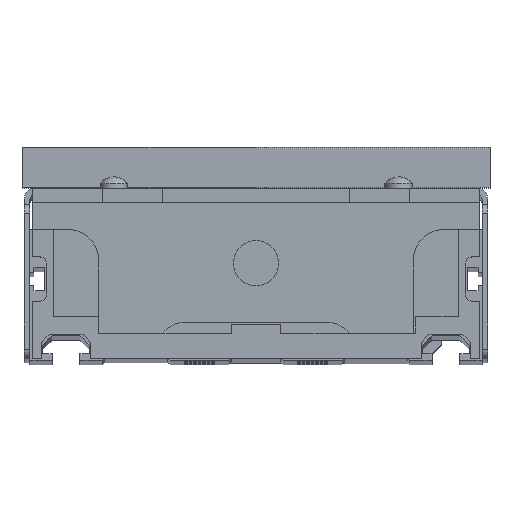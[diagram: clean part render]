
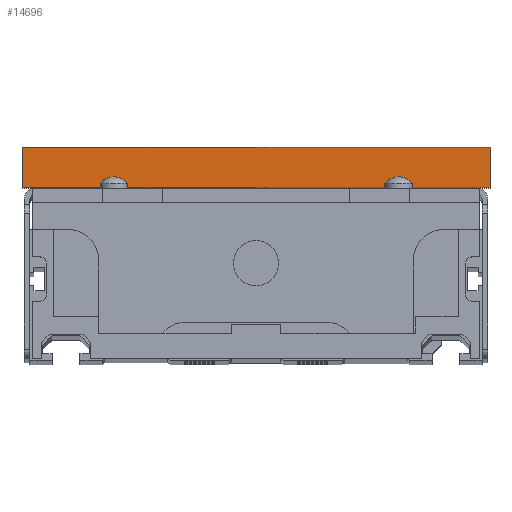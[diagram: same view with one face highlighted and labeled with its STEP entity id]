
A CAD part, top view. The second image highlights one B-rep face of the part: STEP entity #14696.
In plain terms, the highlighted planar face has unit normal (0, 0, 1).
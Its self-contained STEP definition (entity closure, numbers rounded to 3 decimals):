
#500 = VECTOR ( 'NONE', #17640, 1000. ) ;
#1275 = CARTESIAN_POINT ( 'NONE',  ( -51.75, 26.5, 90. ) ) ;
#1707 = DIRECTION ( 'NONE',  ( 1., 0., 0. ) ) ;
#3460 = EDGE_CURVE ( 'NONE', #25472, #28004, #27349, .T. ) ;
#3465 = LINE ( 'NONE', #1275, #4793 ) ;
#4069 = EDGE_CURVE ( 'NONE', #11412, #21123, #15592, .T. ) ;
#4793 = VECTOR ( 'NONE', #8288, 1000. ) ;
#5209 = EDGE_CURVE ( 'NONE', #25472, #11412, #19268, .T. ) ;
#6139 = CARTESIAN_POINT ( 'NONE',  ( -51.75, 17.5, 90. ) ) ;
#6884 = CARTESIAN_POINT ( 'NONE',  ( 51.75, 26.5, 90. ) ) ;
#7377 = ORIENTED_EDGE ( 'NONE', *, *, #4069, .T. ) ;
#7746 = CARTESIAN_POINT ( 'NONE',  ( -51.75, 17.5, 90. ) ) ;
#8093 = CARTESIAN_POINT ( 'NONE',  ( 51.75, 17.5, 90. ) ) ;
#8154 = CARTESIAN_POINT ( 'NONE',  ( -51.75, 17.5, 90. ) ) ;
#8288 = DIRECTION ( 'NONE',  ( 1., 0., 0. ) ) ;
#8337 = FACE_OUTER_BOUND ( 'NONE', #15530, .T. ) ;
#8517 = CARTESIAN_POINT ( 'NONE',  ( -51.75, 17.5, 90. ) ) ;
#10837 = AXIS2_PLACEMENT_3D ( 'NONE', #6139, #21927, #15505 ) ;
#11412 = VERTEX_POINT ( 'NONE', #8093 ) ;
#12838 = VECTOR ( 'NONE', #25152, 1000. ) ;
#14696 = ADVANCED_FACE ( 'NONE', ( #8337 ), #17242, .T. ) ;
#14963 = ORIENTED_EDGE ( 'NONE', *, *, #17889, .F. ) ;
#15505 = DIRECTION ( 'NONE',  ( 1., 0., 0. ) ) ;
#15530 = EDGE_LOOP ( 'NONE', ( #14963, #28561, #21824, #7377 ) ) ;
#15592 = LINE ( 'NONE', #22025, #500 ) ;
#16041 = CARTESIAN_POINT ( 'NONE',  ( -51.75, 26.5, 90. ) ) ;
#17242 = PLANE ( 'NONE',  #10837 ) ;
#17640 = DIRECTION ( 'NONE',  ( 0., 1., 0. ) ) ;
#17889 = EDGE_CURVE ( 'NONE', #28004, #21123, #3465, .T. ) ;
#19268 = LINE ( 'NONE', #8154, #20941 ) ;
#20941 = VECTOR ( 'NONE', #1707, 1000. ) ;
#21123 = VERTEX_POINT ( 'NONE', #6884 ) ;
#21824 = ORIENTED_EDGE ( 'NONE', *, *, #5209, .T. ) ;
#21927 = DIRECTION ( 'NONE',  ( 0., 0., 1. ) ) ;
#22025 = CARTESIAN_POINT ( 'NONE',  ( 51.75, 17.5, 90. ) ) ;
#25152 = DIRECTION ( 'NONE',  ( 0., 1., 0. ) ) ;
#25472 = VERTEX_POINT ( 'NONE', #8517 ) ;
#27349 = LINE ( 'NONE', #7746, #12838 ) ;
#28004 = VERTEX_POINT ( 'NONE', #16041 ) ;
#28561 = ORIENTED_EDGE ( 'NONE', *, *, #3460, .F. ) ;
